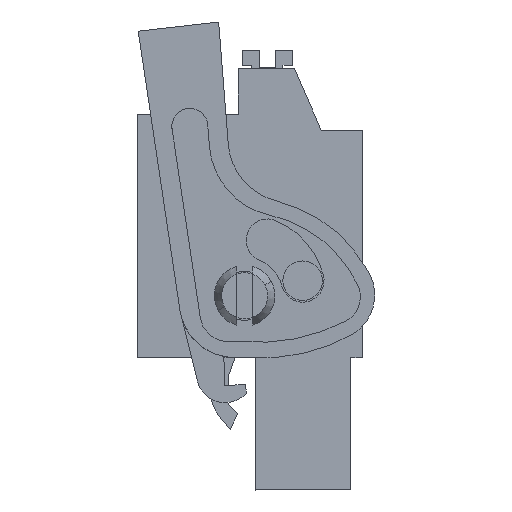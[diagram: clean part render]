
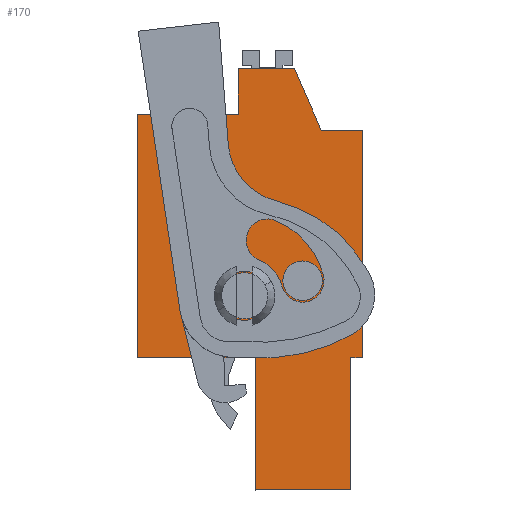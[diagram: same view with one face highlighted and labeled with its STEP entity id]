
A CAD part, left-side view. The second image highlights one B-rep face of the part: STEP entity #170.
In plain terms, the highlighted planar face has unit normal (-1, 0, 0).
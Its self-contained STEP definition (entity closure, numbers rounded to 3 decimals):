
#34=AXIS2_PLACEMENT_3D('Plane Axis2P3D',#31,#32,#33) ;
#136=AXIS2_PLACEMENT_3D('Circle Axis2P3D',#134,#135,$) ;
#145=AXIS2_PLACEMENT_3D('Circle Axis2P3D',#143,#144,$) ;
#154=AXIS2_PLACEMENT_3D('Circle Axis2P3D',#152,#153,$) ;
#163=AXIS2_PLACEMENT_3D('Circle Axis2P3D',#161,#162,$) ;
#31=CARTESIAN_POINT('Axis2P3D Location',(4.91,0.768,0.)) ;
#36=CARTESIAN_POINT('Line Origine',(4.91,6.843,26.59)) ;
#40=CARTESIAN_POINT('Vertex',(4.91,5.068,26.59)) ;
#42=CARTESIAN_POINT('Vertex',(4.91,8.618,26.59)) ;
#45=CARTESIAN_POINT('Line Origine',(4.91,8.618,25.14)) ;
#49=CARTESIAN_POINT('Vertex',(4.91,8.618,23.69)) ;
#52=CARTESIAN_POINT('Line Origine',(4.91,11.793,23.69)) ;
#56=CARTESIAN_POINT('Vertex',(4.91,14.968,23.69)) ;
#59=CARTESIAN_POINT('Line Origine',(4.91,14.968,16.02)) ;
#63=CARTESIAN_POINT('Vertex',(4.91,14.968,8.35)) ;
#66=CARTESIAN_POINT('Line Origine',(4.91,11.253,8.35)) ;
#70=CARTESIAN_POINT('Vertex',(4.91,7.538,8.35)) ;
#73=CARTESIAN_POINT('Line Origine',(4.91,7.538,4.175)) ;
#77=CARTESIAN_POINT('Vertex',(4.91,7.538,0.)) ;
#80=CARTESIAN_POINT('Line Origine',(4.91,4.528,0.)) ;
#84=CARTESIAN_POINT('Vertex',(4.91,1.518,0.)) ;
#87=CARTESIAN_POINT('Line Origine',(4.91,1.518,4.175)) ;
#91=CARTESIAN_POINT('Vertex',(4.91,1.518,8.35)) ;
#94=CARTESIAN_POINT('Line Origine',(4.91,1.143,8.35)) ;
#98=CARTESIAN_POINT('Vertex',(4.91,0.768,8.35)) ;
#101=CARTESIAN_POINT('Line Origine',(4.91,0.768,15.52)) ;
#105=CARTESIAN_POINT('Vertex',(4.91,0.768,22.69)) ;
#108=CARTESIAN_POINT('Line Origine',(4.91,2.068,22.69)) ;
#112=CARTESIAN_POINT('Vertex',(4.91,3.368,22.69)) ;
#115=CARTESIAN_POINT('Line Origine',(4.91,4.218,24.64)) ;
#134=CARTESIAN_POINT('Axis2P3D Location',(4.91,8.204,12.25)) ;
#138=CARTESIAN_POINT('Vertex',(4.91,8.204,10.8)) ;
#140=CARTESIAN_POINT('Vertex',(4.91,8.204,13.7)) ;
#143=CARTESIAN_POINT('Axis2P3D Location',(4.91,8.204,12.25)) ;
#152=CARTESIAN_POINT('Axis2P3D Location',(4.91,4.544,13.2)) ;
#156=CARTESIAN_POINT('Vertex',(4.91,4.544,11.95)) ;
#158=CARTESIAN_POINT('Vertex',(4.91,4.544,14.45)) ;
#161=CARTESIAN_POINT('Axis2P3D Location',(4.91,4.544,13.2)) ;
#32=DIRECTION('Axis2P3D Direction',(-1.,0.,0.)) ;
#33=DIRECTION('Axis2P3D XDirection',(0.,0.,1.)) ;
#37=DIRECTION('Vector Direction',(0.,-1.,0.)) ;
#46=DIRECTION('Vector Direction',(0.,0.,1.)) ;
#53=DIRECTION('Vector Direction',(0.,-1.,0.)) ;
#60=DIRECTION('Vector Direction',(0.,0.,1.)) ;
#67=DIRECTION('Vector Direction',(0.,1.,0.)) ;
#74=DIRECTION('Vector Direction',(0.,0.,-1.)) ;
#81=DIRECTION('Vector Direction',(0.,-1.,0.)) ;
#88=DIRECTION('Vector Direction',(0.,0.,-1.)) ;
#95=DIRECTION('Vector Direction',(0.,-1.,0.)) ;
#102=DIRECTION('Vector Direction',(0.,0.,-1.)) ;
#109=DIRECTION('Vector Direction',(0.,-1.,0.)) ;
#116=DIRECTION('Vector Direction',(0.,-0.4,-0.917)) ;
#135=DIRECTION('Axis2P3D Direction',(-1.,0.,0.)) ;
#144=DIRECTION('Axis2P3D Direction',(-1.,0.,0.)) ;
#153=DIRECTION('Axis2P3D Direction',(-1.,0.,0.)) ;
#162=DIRECTION('Axis2P3D Direction',(-1.,0.,0.)) ;
#38=VECTOR('Line Direction',#37,1.) ;
#47=VECTOR('Line Direction',#46,1.) ;
#54=VECTOR('Line Direction',#53,1.) ;
#61=VECTOR('Line Direction',#60,1.) ;
#68=VECTOR('Line Direction',#67,1.) ;
#75=VECTOR('Line Direction',#74,1.) ;
#82=VECTOR('Line Direction',#81,1.) ;
#89=VECTOR('Line Direction',#88,1.) ;
#96=VECTOR('Line Direction',#95,1.) ;
#103=VECTOR('Line Direction',#102,1.) ;
#110=VECTOR('Line Direction',#109,1.) ;
#117=VECTOR('Line Direction',#116,1.) ;
#121=ORIENTED_EDGE('',*,*,#44,.T.) ;
#122=ORIENTED_EDGE('',*,*,#51,.T.) ;
#123=ORIENTED_EDGE('',*,*,#58,.T.) ;
#124=ORIENTED_EDGE('',*,*,#65,.T.) ;
#125=ORIENTED_EDGE('',*,*,#72,.T.) ;
#126=ORIENTED_EDGE('',*,*,#79,.T.) ;
#127=ORIENTED_EDGE('',*,*,#86,.T.) ;
#128=ORIENTED_EDGE('',*,*,#93,.T.) ;
#129=ORIENTED_EDGE('',*,*,#100,.T.) ;
#130=ORIENTED_EDGE('',*,*,#107,.T.) ;
#131=ORIENTED_EDGE('',*,*,#114,.T.) ;
#132=ORIENTED_EDGE('',*,*,#119,.T.) ;
#149=ORIENTED_EDGE('',*,*,#142,.F.) ;
#150=ORIENTED_EDGE('',*,*,#147,.F.) ;
#167=ORIENTED_EDGE('',*,*,#160,.F.) ;
#168=ORIENTED_EDGE('',*,*,#165,.F.) ;
#151=FACE_BOUND('',#148,.T.) ;
#169=FACE_BOUND('',#166,.T.) ;
#170=ADVANCED_FACE('HOUSING',(#133,#151,#169),#35,.T.) ;
#137=CIRCLE('generated circle',#136,1.45) ;
#146=CIRCLE('generated circle',#145,1.45) ;
#155=CIRCLE('generated circle',#154,1.25) ;
#164=CIRCLE('generated circle',#163,1.25) ;
#44=EDGE_CURVE('',#41,#43,#39,.F.) ;
#51=EDGE_CURVE('',#43,#50,#48,.F.) ;
#58=EDGE_CURVE('',#50,#57,#55,.F.) ;
#65=EDGE_CURVE('',#57,#64,#62,.F.) ;
#72=EDGE_CURVE('',#64,#71,#69,.F.) ;
#79=EDGE_CURVE('',#71,#78,#76,.T.) ;
#86=EDGE_CURVE('',#78,#85,#83,.T.) ;
#93=EDGE_CURVE('',#85,#92,#90,.F.) ;
#100=EDGE_CURVE('',#92,#99,#97,.T.) ;
#107=EDGE_CURVE('',#99,#106,#104,.F.) ;
#114=EDGE_CURVE('',#106,#113,#111,.F.) ;
#119=EDGE_CURVE('',#113,#41,#118,.F.) ;
#142=EDGE_CURVE('',#139,#141,#137,.T.) ;
#147=EDGE_CURVE('',#141,#139,#146,.T.) ;
#160=EDGE_CURVE('',#157,#159,#155,.T.) ;
#165=EDGE_CURVE('',#159,#157,#164,.T.) ;
#120=EDGE_LOOP('',(#121,#122,#123,#124,#125,#126,#127,#128,#129,#130,#131,#132)) ;
#148=EDGE_LOOP('',(#149,#150)) ;
#166=EDGE_LOOP('',(#167,#168)) ;
#133=FACE_OUTER_BOUND('',#120,.T.) ;
#39=LINE('Line',#36,#38) ;
#48=LINE('Line',#45,#47) ;
#55=LINE('Line',#52,#54) ;
#62=LINE('Line',#59,#61) ;
#69=LINE('Line',#66,#68) ;
#76=LINE('Line',#73,#75) ;
#83=LINE('Line',#80,#82) ;
#90=LINE('Line',#87,#89) ;
#97=LINE('Line',#94,#96) ;
#104=LINE('Line',#101,#103) ;
#111=LINE('Line',#108,#110) ;
#118=LINE('Line',#115,#117) ;
#35=PLANE('',#34) ;
#41=VERTEX_POINT('',#40) ;
#43=VERTEX_POINT('',#42) ;
#50=VERTEX_POINT('',#49) ;
#57=VERTEX_POINT('',#56) ;
#64=VERTEX_POINT('',#63) ;
#71=VERTEX_POINT('',#70) ;
#78=VERTEX_POINT('',#77) ;
#85=VERTEX_POINT('',#84) ;
#92=VERTEX_POINT('',#91) ;
#99=VERTEX_POINT('',#98) ;
#106=VERTEX_POINT('',#105) ;
#113=VERTEX_POINT('',#112) ;
#139=VERTEX_POINT('',#138) ;
#141=VERTEX_POINT('',#140) ;
#157=VERTEX_POINT('',#156) ;
#159=VERTEX_POINT('',#158) ;
